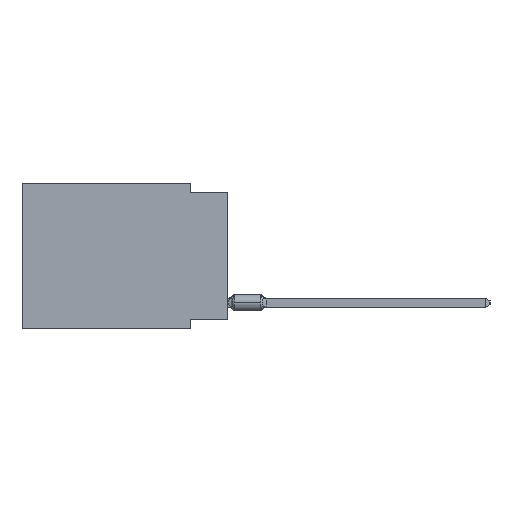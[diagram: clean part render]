
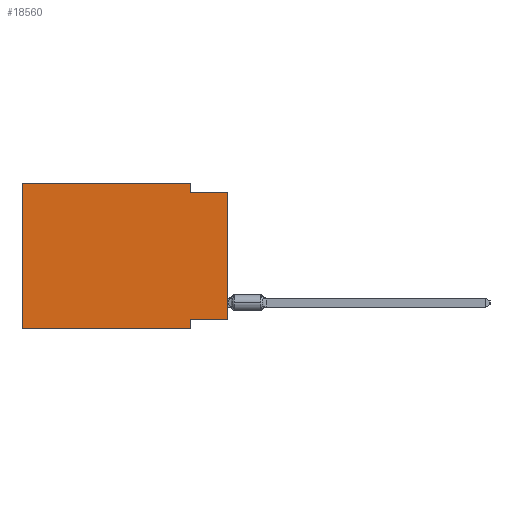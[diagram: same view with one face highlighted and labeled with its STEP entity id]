
A CAD part, left-side view. The second image highlights one B-rep face of the part: STEP entity #18560.
In plain terms, the highlighted planar face has unit normal (-1, 0, 0).
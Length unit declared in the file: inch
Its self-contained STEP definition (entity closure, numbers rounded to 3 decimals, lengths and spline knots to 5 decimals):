
#965 = VERTEX_POINT ( 'NONE', #47925 ) ;
#987 = DIRECTION ( 'NONE',  ( 0., 0., 1. ) ) ;
#1510 = CARTESIAN_POINT ( 'NONE',  ( 0., 0.1, 0. ) ) ;
#2884 = AXIS2_PLACEMENT_3D ( 'NONE', #10463, #41436, #10160 ) ;
#2999 = EDGE_CURVE ( 'NONE', #33805, #42750, #40186, .T. ) ;
#5392 = DIRECTION ( 'NONE',  ( 0., 0., -1. ) ) ;
#6061 = VECTOR ( 'NONE', #18006, 39.37008 ) ;
#6481 = CARTESIAN_POINT ( 'NONE',  ( 0., 0.55, 0. ) ) ;
#6516 = LINE ( 'NONE', #41764, #58015 ) ;
#7817 = VECTOR ( 'NONE', #21763, 39.37008 ) ;
#8179 = VECTOR ( 'NONE', #26686, 39.37008 ) ;
#8818 = ORIENTED_EDGE ( 'NONE', *, *, #23785, .F. ) ;
#9828 = ORIENTED_EDGE ( 'NONE', *, *, #19188, .T. ) ;
#10160 = DIRECTION ( 'NONE',  ( 0., 0., -1. ) ) ;
#10463 = CARTESIAN_POINT ( 'NONE',  ( 0., 0.55, 0. ) ) ;
#10685 = LINE ( 'NONE', #6481, #35653 ) ;
#14678 = PLANE ( 'NONE',  #2884 ) ;
#15248 = VERTEX_POINT ( 'NONE', #15372 ) ;
#15372 = CARTESIAN_POINT ( 'NONE',  ( 0., 0.1, -0.39 ) ) ;
#15497 = ORIENTED_EDGE ( 'NONE', *, *, #19113, .F. ) ;
#15557 = VERTEX_POINT ( 'NONE', #18318 ) ;
#18006 = DIRECTION ( 'NONE',  ( 0., -1., 0. ) ) ;
#18318 = CARTESIAN_POINT ( 'NONE',  ( 0., 0.55, 0. ) ) ;
#18560 = ADVANCED_FACE ( 'NONE', ( #54922 ), #14678, .F. ) ;
#19113 = EDGE_CURVE ( 'NONE', #15557, #30774, #10685, .T. ) ;
#19188 = EDGE_CURVE ( 'NONE', #965, #15248, #39785, .T. ) ;
#21618 = ORIENTED_EDGE ( 'NONE', *, *, #50460, .F. ) ;
#21763 = DIRECTION ( 'NONE',  ( 0., -1., 0. ) ) ;
#22222 = LINE ( 'NONE', #27631, #6061 ) ;
#22263 = EDGE_CURVE ( 'NONE', #965, #15557, #33695, .T. ) ;
#22579 = EDGE_CURVE ( 'NONE', #33805, #42830, #6516, .T. ) ;
#23785 = EDGE_CURVE ( 'NONE', #30774, #54098, #42368, .T. ) ;
#24038 = CARTESIAN_POINT ( 'NONE',  ( 0., 0.1, -0.025 ) ) ;
#24830 = DIRECTION ( 'NONE',  ( 0., -1., 0. ) ) ;
#25544 = ORIENTED_EDGE ( 'NONE', *, *, #22263, .F. ) ;
#26686 = DIRECTION ( 'NONE',  ( 0., 1., 0. ) ) ;
#27357 = CARTESIAN_POINT ( 'NONE',  ( 0., 0.1, -0.39 ) ) ;
#27631 = CARTESIAN_POINT ( 'NONE',  ( 0., 0., -0.025 ) ) ;
#27700 = CARTESIAN_POINT ( 'NONE',  ( 0., 0.55, -0.39 ) ) ;
#30774 = VERTEX_POINT ( 'NONE', #41130 ) ;
#32533 = CARTESIAN_POINT ( 'NONE',  ( 0., 0., -0.365 ) ) ;
#33695 = LINE ( 'NONE', #52024, #42653 ) ;
#33805 = VERTEX_POINT ( 'NONE', #32533 ) ;
#33841 = DIRECTION ( 'NONE',  ( 0., 0., 1. ) ) ;
#35084 = VECTOR ( 'NONE', #56147, 39.37008 ) ;
#35653 = VECTOR ( 'NONE', #24830, 39.37008 ) ;
#36367 = CARTESIAN_POINT ( 'NONE',  ( 0., 0., -0.025 ) ) ;
#37825 = LINE ( 'NONE', #27357, #52970 ) ;
#39674 = CARTESIAN_POINT ( 'NONE',  ( 0., 0.1, -0.365 ) ) ;
#39785 = LINE ( 'NONE', #27700, #7817 ) ;
#40186 = LINE ( 'NONE', #45570, #8179 ) ;
#41130 = CARTESIAN_POINT ( 'NONE',  ( 0., 0.1, 0. ) ) ;
#41436 = DIRECTION ( 'NONE',  ( 1., 0., 0. ) ) ;
#41764 = CARTESIAN_POINT ( 'NONE',  ( 0., 0., 0. ) ) ;
#42368 = LINE ( 'NONE', #1510, #35084 ) ;
#42653 = VECTOR ( 'NONE', #987, 39.37008 ) ;
#42750 = VERTEX_POINT ( 'NONE', #39674 ) ;
#42830 = VERTEX_POINT ( 'NONE', #36367 ) ;
#44789 = ORIENTED_EDGE ( 'NONE', *, *, #51537, .F. ) ;
#45570 = CARTESIAN_POINT ( 'NONE',  ( 0., 0., -0.365 ) ) ;
#47925 = CARTESIAN_POINT ( 'NONE',  ( 0., 0.55, -0.39 ) ) ;
#50460 = EDGE_CURVE ( 'NONE', #42750, #15248, #37825, .T. ) ;
#51537 = EDGE_CURVE ( 'NONE', #54098, #42830, #22222, .T. ) ;
#51657 = ORIENTED_EDGE ( 'NONE', *, *, #22579, .T. ) ;
#52024 = CARTESIAN_POINT ( 'NONE',  ( 0., 0.55, 0. ) ) ;
#52970 = VECTOR ( 'NONE', #5392, 39.37008 ) ;
#54098 = VERTEX_POINT ( 'NONE', #24038 ) ;
#54922 = FACE_OUTER_BOUND ( 'NONE', #56981, .T. ) ;
#56147 = DIRECTION ( 'NONE',  ( 0., 0., -1. ) ) ;
#56981 = EDGE_LOOP ( 'NONE', ( #51657, #44789, #8818, #15497, #25544, #9828, #21618, #57774 ) ) ;
#57774 = ORIENTED_EDGE ( 'NONE', *, *, #2999, .F. ) ;
#58015 = VECTOR ( 'NONE', #33841, 39.37008 ) ;
